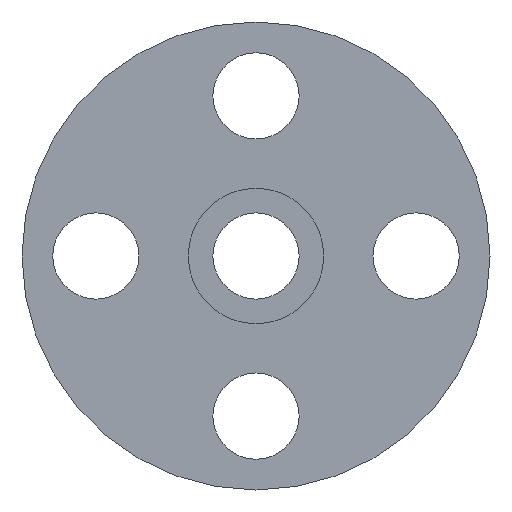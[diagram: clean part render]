
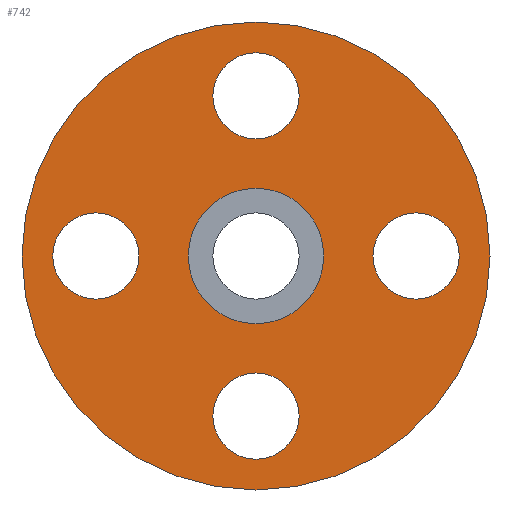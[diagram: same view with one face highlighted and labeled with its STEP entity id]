
A CAD part, left-side view. The second image highlights one B-rep face of the part: STEP entity #742.
In plain terms, the highlighted planar face has unit normal (-1, 0, 0).
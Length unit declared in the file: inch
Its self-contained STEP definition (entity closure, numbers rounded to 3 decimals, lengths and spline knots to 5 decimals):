
#5 = ORIENTED_EDGE ( 'NONE', *, *, #447, .T. ) ;
#6 = VERTEX_POINT ( 'NONE', #439 ) ;
#13 = EDGE_LOOP ( 'NONE', ( #5, #557 ) ) ;
#15 = VERTEX_POINT ( 'NONE', #258 ) ;
#16 = EDGE_CURVE ( 'NONE', #460, #6, #331, .T. ) ;
#23 = FACE_BOUND ( 'NONE', #124, .T. ) ;
#31 = ORIENTED_EDGE ( 'NONE', *, *, #16, .F. ) ;
#39 = CIRCLE ( 'NONE', #656, 0.4375 ) ;
#45 = CIRCLE ( 'NONE', #737, 0.4375 ) ;
#46 = CARTESIAN_POINT ( 'NONE',  ( 0.10586, 0., 1.625 ) ) ;
#49 = DIRECTION ( 'NONE',  ( -1., 0., 0. ) ) ;
#51 = DIRECTION ( 'NONE',  ( 0., -1., 0. ) ) ;
#53 = CIRCLE ( 'NONE', #568, 0.4375 ) ;
#59 = CARTESIAN_POINT ( 'NONE',  ( 0.10586, 0., 0. ) ) ;
#62 = ORIENTED_EDGE ( 'NONE', *, *, #560, .F. ) ;
#69 = AXIS2_PLACEMENT_3D ( 'NONE', #426, #659, #77 ) ;
#72 = AXIS2_PLACEMENT_3D ( 'NONE', #59, #362, #593 ) ;
#75 = CARTESIAN_POINT ( 'NONE',  ( 0.10586, -1.625, 0. ) ) ;
#77 = DIRECTION ( 'NONE',  ( 0., 0., 1. ) ) ;
#78 = CARTESIAN_POINT ( 'NONE',  ( 0.10586, -1.625, -0.4375 ) ) ;
#85 = EDGE_LOOP ( 'NONE', ( #62, #554 ) ) ;
#89 = ORIENTED_EDGE ( 'NONE', *, *, #337, .F. ) ;
#93 = EDGE_CURVE ( 'NONE', #146, #509, #218, .T. ) ;
#97 = VERTEX_POINT ( 'NONE', #430 ) ;
#116 = EDGE_LOOP ( 'NONE', ( #584, #31 ) ) ;
#124 = EDGE_LOOP ( 'NONE', ( #649, #293 ) ) ;
#126 = FACE_BOUND ( 'NONE', #224, .T. ) ;
#129 = AXIS2_PLACEMENT_3D ( 'NONE', #609, #143, #551 ) ;
#130 = CARTESIAN_POINT ( 'NONE',  ( 0.10586, 0., 0. ) ) ;
#134 = DIRECTION ( 'NONE',  ( 0., 1., 0. ) ) ;
#138 = ORIENTED_EDGE ( 'NONE', *, *, #713, .F. ) ;
#143 = DIRECTION ( 'NONE',  ( -1., 0., 0. ) ) ;
#146 = VERTEX_POINT ( 'NONE', #381 ) ;
#156 = CARTESIAN_POINT ( 'NONE',  ( 0.10586, 0., 0.6875 ) ) ;
#161 = DIRECTION ( 'NONE',  ( 0., 1., 0. ) ) ;
#174 = DIRECTION ( 'NONE',  ( 0., 0., 1. ) ) ;
#182 = CARTESIAN_POINT ( 'NONE',  ( 0.10586, 0., 2.375 ) ) ;
#186 = DIRECTION ( 'NONE',  ( 0., 0., 1. ) ) ;
#187 = CARTESIAN_POINT ( 'NONE',  ( 0.10586, 0., 0. ) ) ;
#192 = PLANE ( 'NONE',  #72 ) ;
#199 = VERTEX_POINT ( 'NONE', #250 ) ;
#210 = AXIS2_PLACEMENT_3D ( 'NONE', #341, #49, #161 ) ;
#218 = CIRCLE ( 'NONE', #69, 0.6875 ) ;
#224 = EDGE_LOOP ( 'NONE', ( #138, #492 ) ) ;
#227 = AXIS2_PLACEMENT_3D ( 'NONE', #75, #543, #661 ) ;
#228 = CIRCLE ( 'NONE', #302, 0.4375 ) ;
#234 = CARTESIAN_POINT ( 'NONE',  ( 0.10586, 1.625, 0. ) ) ;
#241 = CARTESIAN_POINT ( 'NONE',  ( 0.10586, 1.625, 0.4375 ) ) ;
#250 = CARTESIAN_POINT ( 'NONE',  ( 0.10586, -1.625, 0.4375 ) ) ;
#252 = AXIS2_PLACEMENT_3D ( 'NONE', #130, #538, #186 ) ;
#253 = FACE_OUTER_BOUND ( 'NONE', #13, .T. ) ;
#258 = CARTESIAN_POINT ( 'NONE',  ( 0.10586, 0., -2.0625 ) ) ;
#280 = ORIENTED_EDGE ( 'NONE', *, *, #413, .F. ) ;
#293 = ORIENTED_EDGE ( 'NONE', *, *, #310, .F. ) ;
#298 = DIRECTION ( 'NONE',  ( -1., 0., 0. ) ) ;
#302 = AXIS2_PLACEMENT_3D ( 'NONE', #46, #347, #51 ) ;
#310 = EDGE_CURVE ( 'NONE', #15, #429, #39, .T. ) ;
#322 = CARTESIAN_POINT ( 'NONE',  ( 0.10586, 1.625, 0. ) ) ;
#331 = CIRCLE ( 'NONE', #129, 0.4375 ) ;
#334 = CIRCLE ( 'NONE', #383, 2.375 ) ;
#336 = CARTESIAN_POINT ( 'NONE',  ( 0.10586, 0., -1.1875 ) ) ;
#337 = EDGE_CURVE ( 'NONE', #702, #359, #691, .T. ) ;
#341 = CARTESIAN_POINT ( 'NONE',  ( 0.10586, 0., -1.625 ) ) ;
#342 = AXIS2_PLACEMENT_3D ( 'NONE', #322, #298, #553 ) ;
#344 = CIRCLE ( 'NONE', #674, 0.6875 ) ;
#345 = EDGE_CURVE ( 'NONE', #727, #199, #391, .T. ) ;
#347 = DIRECTION ( 'NONE',  ( -1., 0., 0. ) ) ;
#353 = DIRECTION ( 'NONE',  ( 0., 0., -1. ) ) ;
#356 = CARTESIAN_POINT ( 'NONE',  ( 0.10586, 1.625, -0.4375 ) ) ;
#359 = VERTEX_POINT ( 'NONE', #356 ) ;
#362 = DIRECTION ( 'NONE',  ( -1., 0., 0. ) ) ;
#370 = DIRECTION ( 'NONE',  ( 0., 0., 1. ) ) ;
#381 = CARTESIAN_POINT ( 'NONE',  ( 0.10586, 0., -0.6875 ) ) ;
#383 = AXIS2_PLACEMENT_3D ( 'NONE', #187, #539, #422 ) ;
#391 = CIRCLE ( 'NONE', #227, 0.4375 ) ;
#413 = EDGE_CURVE ( 'NONE', #359, #702, #53, .T. ) ;
#416 = FACE_BOUND ( 'NONE', #116, .T. ) ;
#422 = DIRECTION ( 'NONE',  ( 0., 0., 1. ) ) ;
#426 = CARTESIAN_POINT ( 'NONE',  ( 0.10586, 0., 0. ) ) ;
#429 = VERTEX_POINT ( 'NONE', #336 ) ;
#430 = CARTESIAN_POINT ( 'NONE',  ( 0.10586, 0., -2.375 ) ) ;
#432 = DIRECTION ( 'NONE',  ( -1., 0., 0. ) ) ;
#439 = CARTESIAN_POINT ( 'NONE',  ( 0.10586, 0., 2.0625 ) ) ;
#447 = EDGE_CURVE ( 'NONE', #732, #97, #630, .T. ) ;
#460 = VERTEX_POINT ( 'NONE', #495 ) ;
#468 = DIRECTION ( 'NONE',  ( -1., 0., 0. ) ) ;
#492 = ORIENTED_EDGE ( 'NONE', *, *, #93, .F. ) ;
#494 = EDGE_LOOP ( 'NONE', ( #89, #280 ) ) ;
#495 = CARTESIAN_POINT ( 'NONE',  ( 0.10586, 0., 1.1875 ) ) ;
#509 = VERTEX_POINT ( 'NONE', #156 ) ;
#533 = CIRCLE ( 'NONE', #210, 0.4375 ) ;
#538 = DIRECTION ( 'NONE',  ( -1., 0., 0. ) ) ;
#539 = DIRECTION ( 'NONE',  ( -1., 0., 0. ) ) ;
#543 = DIRECTION ( 'NONE',  ( -1., 0., 0. ) ) ;
#545 = FACE_BOUND ( 'NONE', #85, .T. ) ;
#551 = DIRECTION ( 'NONE',  ( 0., -1., 0. ) ) ;
#553 = DIRECTION ( 'NONE',  ( 0., 0., 1. ) ) ;
#554 = ORIENTED_EDGE ( 'NONE', *, *, #345, .F. ) ;
#557 = ORIENTED_EDGE ( 'NONE', *, *, #712, .T. ) ;
#560 = EDGE_CURVE ( 'NONE', #199, #727, #45, .T. ) ;
#568 = AXIS2_PLACEMENT_3D ( 'NONE', #234, #468, #174 ) ;
#581 = CARTESIAN_POINT ( 'NONE',  ( 0.10586, -1.625, 0. ) ) ;
#584 = ORIENTED_EDGE ( 'NONE', *, *, #631, .F. ) ;
#585 = EDGE_CURVE ( 'NONE', #429, #15, #533, .T. ) ;
#587 = DIRECTION ( 'NONE',  ( -1., 0., 0. ) ) ;
#593 = DIRECTION ( 'NONE',  ( 0., 0., 1. ) ) ;
#609 = CARTESIAN_POINT ( 'NONE',  ( 0.10586, 0., 1.625 ) ) ;
#630 = CIRCLE ( 'NONE', #252, 2.375 ) ;
#631 = EDGE_CURVE ( 'NONE', #6, #460, #228, .T. ) ;
#640 = DIRECTION ( 'NONE',  ( -1., 0., 0. ) ) ;
#649 = ORIENTED_EDGE ( 'NONE', *, *, #585, .F. ) ;
#650 = FACE_BOUND ( 'NONE', #494, .T. ) ;
#656 = AXIS2_PLACEMENT_3D ( 'NONE', #657, #432, #134 ) ;
#657 = CARTESIAN_POINT ( 'NONE',  ( 0.10586, 0., -1.625 ) ) ;
#659 = DIRECTION ( 'NONE',  ( -1., 0., 0. ) ) ;
#661 = DIRECTION ( 'NONE',  ( 0., 0., -1. ) ) ;
#674 = AXIS2_PLACEMENT_3D ( 'NONE', #709, #587, #370 ) ;
#691 = CIRCLE ( 'NONE', #342, 0.4375 ) ;
#702 = VERTEX_POINT ( 'NONE', #241 ) ;
#709 = CARTESIAN_POINT ( 'NONE',  ( 0.10586, 0., 0. ) ) ;
#712 = EDGE_CURVE ( 'NONE', #97, #732, #334, .T. ) ;
#713 = EDGE_CURVE ( 'NONE', #509, #146, #344, .T. ) ;
#727 = VERTEX_POINT ( 'NONE', #78 ) ;
#732 = VERTEX_POINT ( 'NONE', #182 ) ;
#737 = AXIS2_PLACEMENT_3D ( 'NONE', #581, #640, #353 ) ;
#742 = ADVANCED_FACE ( 'NONE', ( #416, #545, #23, #650, #253, #126 ), #192, .T. ) ;
